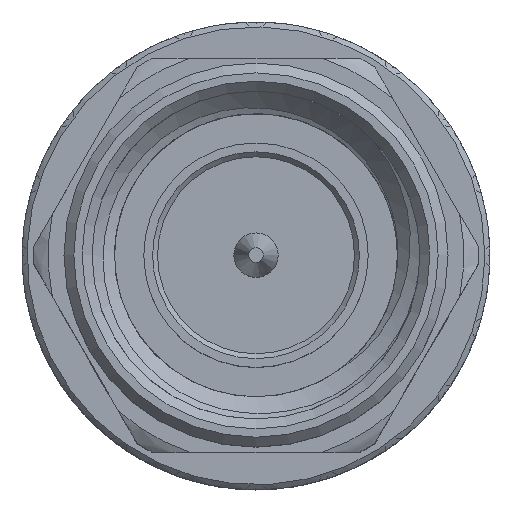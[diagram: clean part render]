
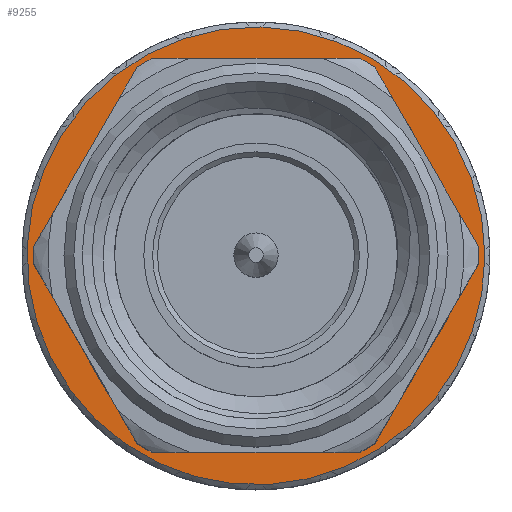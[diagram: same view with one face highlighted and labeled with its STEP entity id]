
A CAD part, top view. The second image highlights one B-rep face of the part: STEP entity #9255.
In plain terms, the highlighted planar face has unit normal (0, 0, 1).
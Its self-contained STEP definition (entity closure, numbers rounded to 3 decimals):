
#9255 = ADVANCED_FACE( '', ( #21040, #21041 ), #21042, .T. );
#21040 = FACE_OUTER_BOUND( '', #96230, .T. );
#21041 = FACE_BOUND( '', #96231, .T. );
#21042 = PLANE( '', #96232 );
#96230 = EDGE_LOOP( '', ( #185337 ) );
#96231 = EDGE_LOOP( '', ( #185338 ) );
#96232 = AXIS2_PLACEMENT_3D( '', #185339, #185340, #185341 );
#185337 = ORIENTED_EDGE( '', *, *, #210152, .T. );
#185338 = ORIENTED_EDGE( '', *, *, #208437, .T. );
#185339 = CARTESIAN_POINT( '', ( -1.625, 0., 3.8 ) );
#185340 = DIRECTION( '', ( 0., 0., 1. ) );
#185341 = DIRECTION( '', ( 1., 0., 0. ) );
#208437 = EDGE_CURVE( '', #227214, #227214, #227215, .T. );
#210152 = EDGE_CURVE( '', #229420, #229420, #229421, .T. );
#227214 = VERTEX_POINT( '', #292334 );
#227215 = CIRCLE( '', #292335, 3.25 );
#229420 = VERTEX_POINT( '', #303806 );
#229421 = CIRCLE( '', #303807, 4.65 );
#292334 = CARTESIAN_POINT( '', ( -3.25, 0., 3.8 ) );
#292335 = AXIS2_PLACEMENT_3D( '', #332519, #332520, #332521 );
#303806 = CARTESIAN_POINT( '', ( 4.65, 0., 3.8 ) );
#303807 = AXIS2_PLACEMENT_3D( '', #332833, #332834, #332835 );
#332519 = CARTESIAN_POINT( '', ( 0., 0., 3.8 ) );
#332520 = DIRECTION( '', ( 0., 0., -1. ) );
#332521 = DIRECTION( '', ( -1., 0., 0. ) );
#332833 = CARTESIAN_POINT( '', ( 0., 0., 3.8 ) );
#332834 = DIRECTION( '', ( 0., 0., 1. ) );
#332835 = DIRECTION( '', ( 1., 0., 0. ) );
